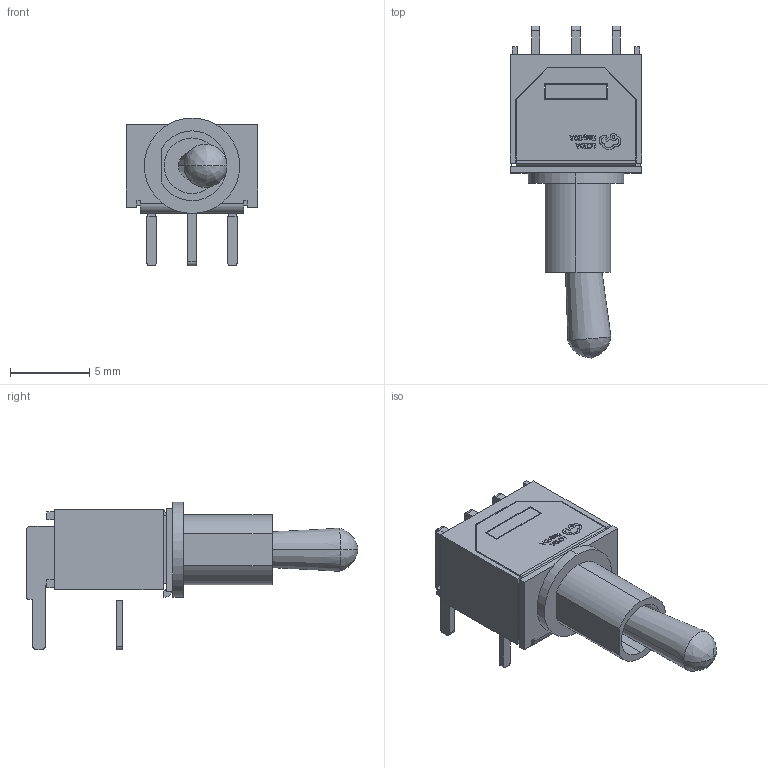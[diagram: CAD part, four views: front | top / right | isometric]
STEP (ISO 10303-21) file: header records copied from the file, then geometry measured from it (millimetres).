
FILE_DESCRIPTION (( 'STEP AP214' ), '1' );
FILE_NAME ('SW-TH_ST-0-102-C03-N003-RS.STEP', '2022-10-19T04:55:43', ( '' ), ( '' ), 'SwSTEP 2.0', 'SolidWorks 2020', '' );
FILE_SCHEMA (( 'AUTOMOTIVE_DESIGN' ));
Length unit declared in the file: millimetre
Products named in the file (1): SW-TH_ST-0-102-C03-N003-RS
Bounding box: 8.3 x 20.9 x 9.3 mm (x, y, z)
Surface area: 761.1 mm2 (no closed solid volume)
Topology: 0 solids, 26 shells, 148 faces, 717 edges, 588 vertices
Faces by surface type: plane 117, cylinder 25, bspline 4, cone 2
Entity records: 9253 total; most frequent: CARTESIAN_POINT 2265, ORIENTED_EDGE 971, DIRECTION 951, EDGE_CURVE 715, VERTEX_POINT 588, VECTOR 517, LINE 517, AXIS2_PLACEMENT_3D 217
